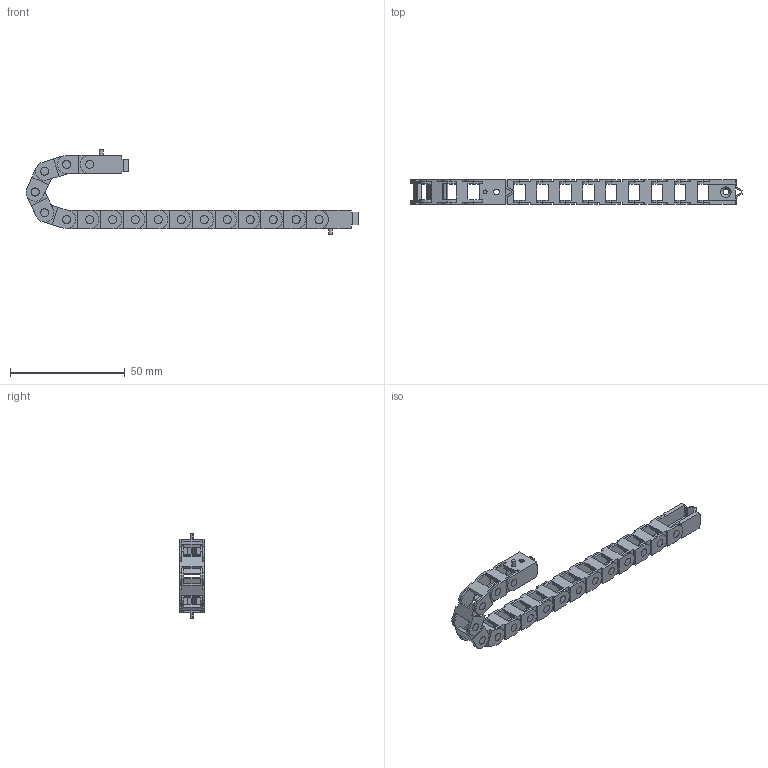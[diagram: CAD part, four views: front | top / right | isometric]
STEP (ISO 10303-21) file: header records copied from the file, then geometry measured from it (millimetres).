
FILE_DESCRIPTION(('no description'),'unknown implementation level');
FILE_NAME('03_07_012_0_160_5.stp',' ',('igus® GmbH'),('CADClick - KiM GmbH - www.kimweb.de'),'unknown preprocess','ACIS','unknown authorization');
FILE_SCHEMA(('automotive_design'));
Length unit declared in the file: millimetre
Products named in the file (22): 1; 2; 3; 4; 5; 6; 7; 8; 9; 10; 11; 12; 13; 14; 15; 16; 17; 18; 19; 20; 21; 22
Bounding box: 144.72 x 10.7 x 37 mm (x, y, z)
Volume: 8656.6 mm3; surface area: 18083.9 mm2
Topology: 22 solids, 22 shells, 980 faces, 2702 edges, 1770 vertices
Faces by surface type: plane 548, cylinder 428, cone 4
Entity records: 62297 total; most frequent: DIRECTION 5646, STYLED_ITEM 5474, PRESENTATION_STYLE_ASSIGNMENT 5474, CARTESIAN_POINT 5474, COLOUR_RGB 5474, ORIENTED_EDGE 5404, EDGE_CURVE 2702, CURVE_STYLE 2702
